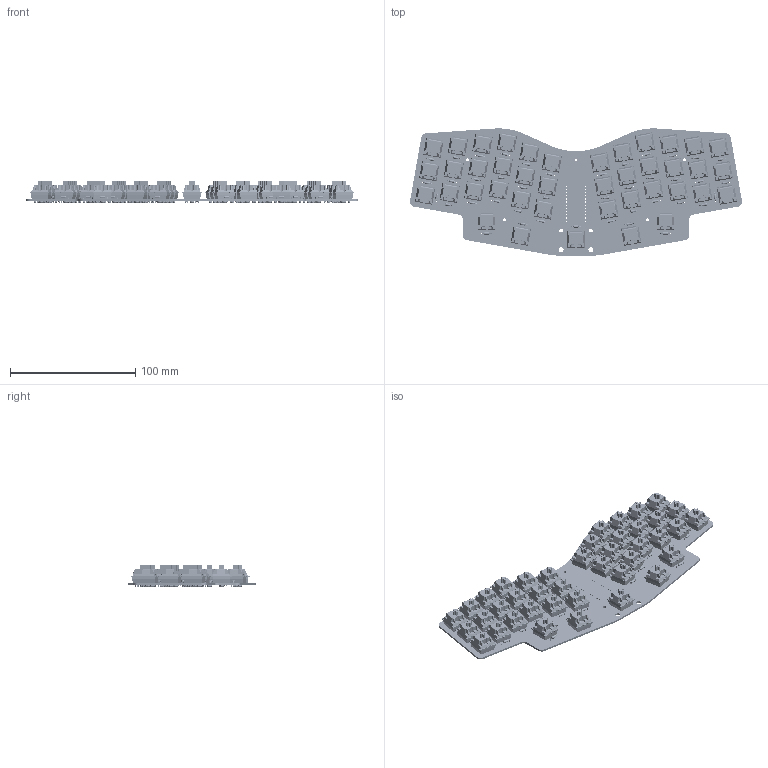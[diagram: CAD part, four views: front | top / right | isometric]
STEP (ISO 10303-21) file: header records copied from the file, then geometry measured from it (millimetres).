
FILE_DESCRIPTION(('KiCad electronic assembly'),'2;1');
FILE_NAME('ergo41-pcb.step','2024-01-25T19:37:42',('Pcbnew'),('Kicad'), 'Open CASCADE STEP processor 7.6','KiCad to STEP converter','Unknown' );
FILE_SCHEMA(('AUTOMOTIVE_DESIGN { 1 0 10303 214 1 1 1 1 }'));
Length unit declared in the file: millimetre
Products named in the file (6): ergo41-pcb 1; switch; cherry mx v28; D_DO-35_SOD27_P7.62mm_Horizontal; ergo41-pcb PCB
Assembly tree (85 placements, depth 3):
  ergo41-pcb 1
    switch  x41
      cherry mx v28
    D_DO-35_SOD27_P7.62mm_Horizontal  x41
      D_DO-35_SOD27_P7.62mm_Horizontal
    ergo41-pcb PCB
Bounding box: 265.37 x 101.7 x 17.68 mm (x, y, z)
Volume: 104248.1 mm3; surface area: 117220.2 mm2
Topology: 411 solids, 411 shells, 6634 faces, 16165 edges, 10517 vertices
Faces by surface type: plane 4756, cylinder 1509, torus 164, cone 123, sphere 82
Full cylindrical faces by diameter (mm): 0.5 x123, 0.8 x82, 1 x24, 1.524 x82, 1.6 x82, 1.702 x82, 2 x82, 2.02 x41, 2.2 x5, 3.048 x2, 3.85 x41, 3.988 x43
Entity records: 64638 total; most frequent: CARTESIAN_POINT 16346, DIRECTION 8907, LINE 4982, VECTOR 4982, ORIENTED_EDGE 4810, PCURVE 4810, DEFINITIONAL_REPRESENTATION 4810, EDGE_CURVE 2405
